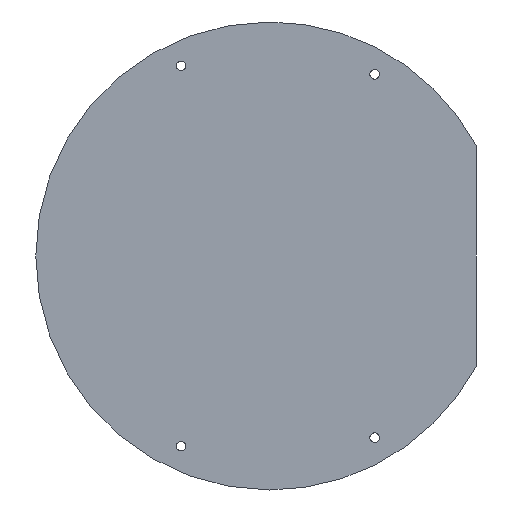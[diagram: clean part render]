
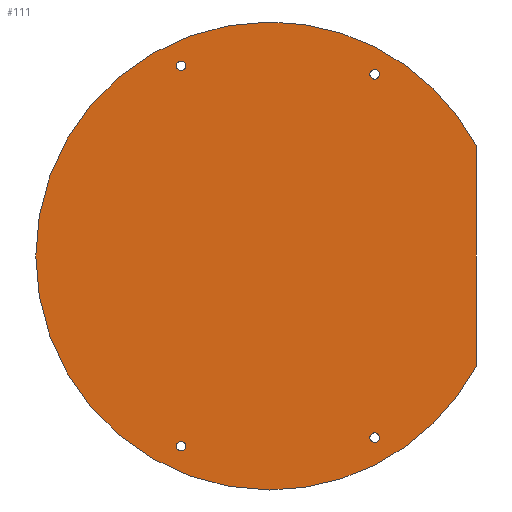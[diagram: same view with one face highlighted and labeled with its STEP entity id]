
A CAD part, front view. The second image highlights one B-rep face of the part: STEP entity #111.
In plain terms, the highlighted planar face has unit normal (0, -1, 0).
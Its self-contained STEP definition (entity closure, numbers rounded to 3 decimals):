
#1 = CARTESIAN_POINT ( 'NONE',  ( -32.204, 0., 67.334 ) ) ;
#7 = CARTESIAN_POINT ( 'NONE',  ( -32.204, 0., 70.788 ) ) ;
#9 = CARTESIAN_POINT ( 'NONE',  ( 38.1, 0., -64.264 ) ) ;
#12 = CARTESIAN_POINT ( 'NONE',  ( 75., 0., 40. ) ) ;
#16 = DIRECTION ( 'NONE',  ( 0., 0., 1. ) ) ;
#17 = DIRECTION ( 'NONE',  ( 0., 0., 1. ) ) ;
#24 = VERTEX_POINT ( 'NONE', #9 ) ;
#25 = AXIS2_PLACEMENT_3D ( 'NONE', #248, #400, #205 ) ;
#26 = EDGE_CURVE ( 'NONE', #336, #167, #449, .T. ) ;
#29 = CIRCLE ( 'NONE', #500, 85. ) ;
#35 = AXIS2_PLACEMENT_3D ( 'NONE', #368, #128, #402 ) ;
#39 = DIRECTION ( 'NONE',  ( 0., 0., 1. ) ) ;
#42 = ORIENTED_EDGE ( 'NONE', *, *, #289, .T. ) ;
#52 = CARTESIAN_POINT ( 'NONE',  ( 38.1, 0., -65.991 ) ) ;
#53 = CARTESIAN_POINT ( 'NONE',  ( 0., 0., 0. ) ) ;
#57 = DIRECTION ( 'NONE',  ( 0., 1., 0. ) ) ;
#58 = AXIS2_PLACEMENT_3D ( 'NONE', #173, #246, #252 ) ;
#59 = EDGE_CURVE ( 'NONE', #24, #184, #223, .T. ) ;
#64 = AXIS2_PLACEMENT_3D ( 'NONE', #430, #284, #197 ) ;
#67 = VERTEX_POINT ( 'NONE', #445 ) ;
#76 = EDGE_LOOP ( 'NONE', ( #260, #222 ) ) ;
#79 = CARTESIAN_POINT ( 'NONE',  ( -32.204, 0., -69.061 ) ) ;
#81 = DIRECTION ( 'NONE',  ( 0., 1., 0. ) ) ;
#99 = ORIENTED_EDGE ( 'NONE', *, *, #494, .T. ) ;
#103 = AXIS2_PLACEMENT_3D ( 'NONE', #53, #294, #16 ) ;
#105 = FACE_OUTER_BOUND ( 'NONE', #446, .T. ) ;
#111 = ADVANCED_FACE ( 'NONE', ( #216, #316, #115, #214, #105 ), #330, .F. ) ;
#112 = AXIS2_PLACEMENT_3D ( 'NONE', #482, #251, #17 ) ;
#113 = AXIS2_PLACEMENT_3D ( 'NONE', #52, #57, #210 ) ;
#115 = FACE_BOUND ( 'NONE', #257, .T. ) ;
#125 = CARTESIAN_POINT ( 'NONE',  ( 0., 0., 0. ) ) ;
#128 = DIRECTION ( 'NONE',  ( 0., 1., 0. ) ) ;
#139 = EDGE_CURVE ( 'NONE', #388, #145, #411, .T. ) ;
#142 = VERTEX_POINT ( 'NONE', #432 ) ;
#144 = LINE ( 'NONE', #442, #346 ) ;
#145 = VERTEX_POINT ( 'NONE', #12 ) ;
#151 = AXIS2_PLACEMENT_3D ( 'NONE', #362, #81, #325 ) ;
#164 = DIRECTION ( 'NONE',  ( 0., 0., 1. ) ) ;
#167 = VERTEX_POINT ( 'NONE', #396 ) ;
#173 = CARTESIAN_POINT ( 'NONE',  ( -32.204, 0., 69.061 ) ) ;
#176 = CIRCLE ( 'NONE', #492, 1.727 ) ;
#180 = AXIS2_PLACEMENT_3D ( 'NONE', #125, #327, #164 ) ;
#181 = ORIENTED_EDGE ( 'NONE', *, *, #26, .T. ) ;
#184 = VERTEX_POINT ( 'NONE', #470 ) ;
#188 = VERTEX_POINT ( 'NONE', #1 ) ;
#197 = DIRECTION ( 'NONE',  ( 0., 0., 1. ) ) ;
#198 = CIRCLE ( 'NONE', #58, 1.727 ) ;
#202 = DIRECTION ( 'NONE',  ( 0., 1., 0. ) ) ;
#205 = DIRECTION ( 'NONE',  ( 0., 0., 1. ) ) ;
#207 = DIRECTION ( 'NONE',  ( 0., 0., 1. ) ) ;
#210 = DIRECTION ( 'NONE',  ( 0., 0., 1. ) ) ;
#214 = FACE_BOUND ( 'NONE', #450, .T. ) ;
#216 = FACE_BOUND ( 'NONE', #379, .T. ) ;
#221 = CIRCLE ( 'NONE', #267, 1.727 ) ;
#222 = ORIENTED_EDGE ( 'NONE', *, *, #288, .T. ) ;
#223 = CIRCLE ( 'NONE', #113, 1.727 ) ;
#226 = ORIENTED_EDGE ( 'NONE', *, *, #315, .F. ) ;
#245 = VERTEX_POINT ( 'NONE', #7 ) ;
#244 = CARTESIAN_POINT ( 'NONE',  ( 0., 0., 85. ) ) ;
#246 = DIRECTION ( 'NONE',  ( 0., 1., 0. ) ) ;
#248 = CARTESIAN_POINT ( 'NONE',  ( 38.1, 0., -65.991 ) ) ;
#251 = DIRECTION ( 'NONE',  ( 0., 1., 0. ) ) ;
#252 = DIRECTION ( 'NONE',  ( 0., 0., 1. ) ) ;
#256 = CIRCLE ( 'NONE', #35, 1.727 ) ;
#257 = EDGE_LOOP ( 'NONE', ( #181, #281 ) ) ;
#260 = ORIENTED_EDGE ( 'NONE', *, *, #454, .T. ) ;
#263 = EDGE_CURVE ( 'NONE', #142, #382, #29, .T. ) ;
#267 = AXIS2_PLACEMENT_3D ( 'NONE', #79, #321, #39 ) ;
#281 = ORIENTED_EDGE ( 'NONE', *, *, #389, .T. ) ;
#284 = DIRECTION ( 'NONE',  ( 0., 1., 0. ) ) ;
#288 = EDGE_CURVE ( 'NONE', #188, #245, #198, .T. ) ;
#289 = EDGE_CURVE ( 'NONE', #184, #24, #309, .T. ) ;
#291 = DIRECTION ( 'NONE',  ( 0., 0., 1. ) ) ;
#294 = DIRECTION ( 'NONE',  ( 0., 1., 0. ) ) ;
#298 = ORIENTED_EDGE ( 'NONE', *, *, #139, .F. ) ;
#309 = CIRCLE ( 'NONE', #25, 1.727 ) ;
#315 = EDGE_CURVE ( 'NONE', #382, #388, #453, .T. ) ;
#316 = FACE_BOUND ( 'NONE', #76, .T. ) ;
#321 = DIRECTION ( 'NONE',  ( 0., 1., 0. ) ) ;
#325 = DIRECTION ( 'NONE',  ( 0., 0., 1. ) ) ;
#327 = DIRECTION ( 'NONE',  ( 0., 1., 0. ) ) ;
#330 = PLANE ( 'NONE',  #180 ) ;
#336 = VERTEX_POINT ( 'NONE', #487 ) ;
#342 = ORIENTED_EDGE ( 'NONE', *, *, #461, .T. ) ;
#345 = EDGE_CURVE ( 'NONE', #142, #145, #144, .T. ) ;
#346 = VECTOR ( 'NONE', #207, 1000. ) ;
#362 = CARTESIAN_POINT ( 'NONE',  ( 0., 0., 0. ) ) ;
#367 = CARTESIAN_POINT ( 'NONE',  ( 0., 0., -85. ) ) ;
#368 = CARTESIAN_POINT ( 'NONE',  ( 38.1, 0., 65.991 ) ) ;
#379 = EDGE_LOOP ( 'NONE', ( #342, #99 ) ) ;
#380 = CIRCLE ( 'NONE', #112, 1.727 ) ;
#382 = VERTEX_POINT ( 'NONE', #367 ) ;
#388 = VERTEX_POINT ( 'NONE', #244 ) ;
#389 = EDGE_CURVE ( 'NONE', #167, #336, #221, .T. ) ;
#391 = ORIENTED_EDGE ( 'NONE', *, *, #263, .F. ) ;
#396 = CARTESIAN_POINT ( 'NONE',  ( -32.204, 0., -70.788 ) ) ;
#400 = DIRECTION ( 'NONE',  ( 0., 1., 0. ) ) ;
#402 = DIRECTION ( 'NONE',  ( 0., 0., 1. ) ) ;
#403 = CARTESIAN_POINT ( 'NONE',  ( 0., 0., 0. ) ) ;
#411 = CIRCLE ( 'NONE', #151, 85. ) ;
#415 = VERTEX_POINT ( 'NONE', #433 ) ;
#430 = CARTESIAN_POINT ( 'NONE',  ( -32.204, 0., -69.061 ) ) ;
#432 = CARTESIAN_POINT ( 'NONE',  ( 75., 0., -40. ) ) ;
#433 = CARTESIAN_POINT ( 'NONE',  ( 38.1, 0., 67.718 ) ) ;
#434 = CARTESIAN_POINT ( 'NONE',  ( -32.204, 0., 69.061 ) ) ;
#436 = DIRECTION ( 'NONE',  ( 0., 1., 0. ) ) ;
#442 = CARTESIAN_POINT ( 'NONE',  ( 75., 0., 0. ) ) ;
#445 = CARTESIAN_POINT ( 'NONE',  ( 38.1, 0., 64.264 ) ) ;
#446 = EDGE_LOOP ( 'NONE', ( #469, #298, #226, #391 ) ) ;
#449 = CIRCLE ( 'NONE', #64, 1.727 ) ;
#450 = EDGE_LOOP ( 'NONE', ( #465, #42 ) ) ;
#453 = CIRCLE ( 'NONE', #103, 85. ) ;
#454 = EDGE_CURVE ( 'NONE', #245, #188, #176, .T. ) ;
#461 = EDGE_CURVE ( 'NONE', #415, #67, #256, .T. ) ;
#465 = ORIENTED_EDGE ( 'NONE', *, *, #59, .T. ) ;
#469 = ORIENTED_EDGE ( 'NONE', *, *, #345, .T. ) ;
#470 = CARTESIAN_POINT ( 'NONE',  ( 38.1, 0., -67.718 ) ) ;
#475 = DIRECTION ( 'NONE',  ( 0., 0., 1. ) ) ;
#482 = CARTESIAN_POINT ( 'NONE',  ( 38.1, 0., 65.991 ) ) ;
#487 = CARTESIAN_POINT ( 'NONE',  ( -32.204, 0., -67.334 ) ) ;
#492 = AXIS2_PLACEMENT_3D ( 'NONE', #434, #202, #475 ) ;
#494 = EDGE_CURVE ( 'NONE', #67, #415, #380, .T. ) ;
#500 = AXIS2_PLACEMENT_3D ( 'NONE', #403, #436, #291 ) ;
